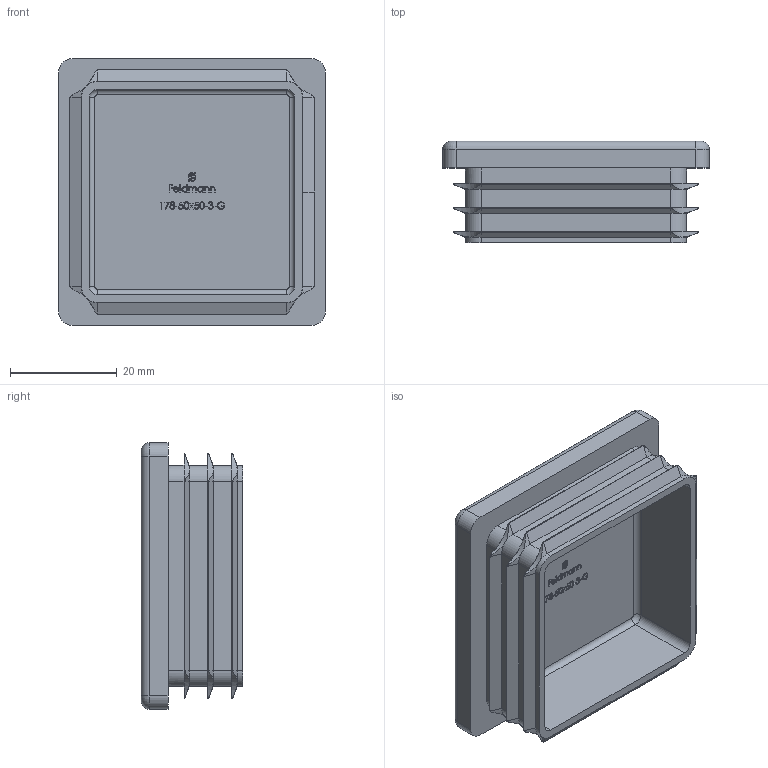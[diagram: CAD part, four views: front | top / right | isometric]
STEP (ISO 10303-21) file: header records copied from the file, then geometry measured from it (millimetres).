
FILE_DESCRIPTION (( 'STEP AP203' ), '1' );
FILE_NAME ('178-50x50-3-G.step', '2021-01-22T12:46:46', ( '' ), ( '' ), 'SwSTEP 2.0', 'SolidWorks 2018', '' );
FILE_SCHEMA (( 'CONFIG_CONTROL_DESIGN' ));
Length unit declared in the file: millimetre
Products named in the file (2): 178-50x50-3-G
Bounding box: 50 x 19 x 50 mm (x, y, z)
Volume: 16240.1 mm3; surface area: 11844.7 mm2
Topology: 1 solids, 1 shells, 497 faces, 1322 edges, 858 vertices
Faces by surface type: plane 240, bspline 142, cylinder 83, cone 24, torus 8
Entity records: 22946 total; most frequent: CARTESIAN_POINT 11541, ORIENTED_EDGE 2644, DIRECTION 1803, EDGE_CURVE 1322, VERTEX_POINT 858, LINE 747, VECTOR 747, AXIS2_PLACEMENT_3D 528
